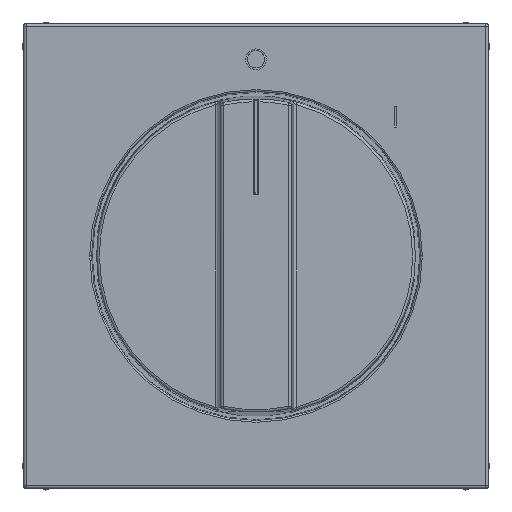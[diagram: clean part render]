
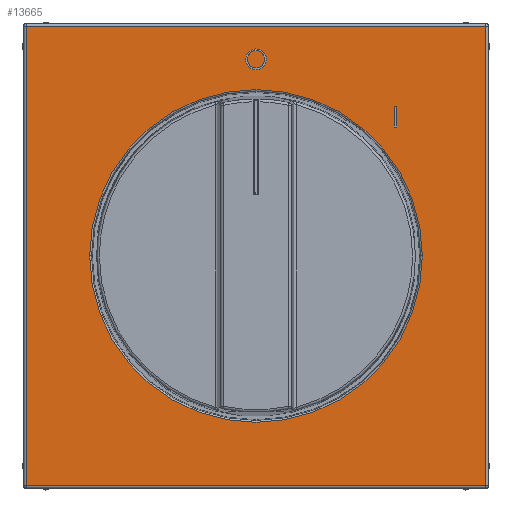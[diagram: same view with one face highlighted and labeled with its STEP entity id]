
A CAD part, top view. The second image highlights one B-rep face of the part: STEP entity #13665.
In plain terms, the highlighted face is planar.
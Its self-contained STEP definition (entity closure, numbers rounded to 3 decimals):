
#471=DIRECTION('',(1.,0.,0.));
#472=VECTOR('',#471,54.881);
#473=CARTESIAN_POINT('',(-27.44,10.,27.44));
#474=LINE('4665',#473,#472);
#479=DIRECTION('',(0.,0.,1.));
#480=VECTOR('',#479,54.881);
#481=CARTESIAN_POINT('',(-27.44,10.,-27.44));
#482=LINE('4669',#481,#480);
#486=DIRECTION('',(-1.,0.,0.));
#487=VECTOR('',#486,54.881);
#488=CARTESIAN_POINT('',(27.44,10.,-27.44));
#489=LINE('4675',#488,#487);
#493=DIRECTION('',(0.,0.,-1.));
#494=VECTOR('',#493,54.881);
#495=CARTESIAN_POINT('',(27.44,10.,27.44));
#496=LINE('4680',#495,#494);
#500=CARTESIAN_POINT('',(0.,10.,0.));
#501=DIRECTION('',(0.,-1.,0.));
#502=DIRECTION('',(1.,0.,0.));
#503=AXIS2_PLACEMENT_3D('',#500,#501,#502);
#508=CARTESIAN_POINT('',(0.,10.,0.));
#509=DIRECTION('',(0.,-1.,0.));
#510=DIRECTION('',(-1.,0.,0.));
#511=AXIS2_PLACEMENT_3D('',#508,#509,#510);
#12032=CARTESIAN_POINT('',(-27.44,10.,27.44));
#12033=CARTESIAN_POINT('',(27.44,10.,27.44));
#12034=VERTEX_POINT('',#12032);
#12035=VERTEX_POINT('',#12033);
#12042=CARTESIAN_POINT('',(-27.44,10.,-27.44));
#12043=VERTEX_POINT('',#12042);
#12054=CARTESIAN_POINT('',(27.44,10.,-27.44));
#12055=VERTEX_POINT('',#12054);
#12272=CARTESIAN_POINT('',(19.869,10.,0.));
#12273=CARTESIAN_POINT('',(-19.869,10.,0.));
#12274=VERTEX_POINT('',#12272);
#12275=VERTEX_POINT('',#12273);
#13644=CARTESIAN_POINT('',(0.,10.,0.));
#13645=DIRECTION('',(0.,1.,0.));
#13646=DIRECTION('',(0.,0.,-1.));
#13647=AXIS2_PLACEMENT_3D('',#13644,#13645,#13646);
#13648=PLANE('1910',#13647);
#13650=ORIENTED_EDGE('4665',*,*,#13649,.F.);
#13652=ORIENTED_EDGE('4669',*,*,#13651,.F.);
#13654=ORIENTED_EDGE('4675',*,*,#13653,.F.);
#13656=ORIENTED_EDGE('4680',*,*,#13655,.F.);
#13657=EDGE_LOOP('1910',(#13650,#13652,#13654,#13656));
#13658=FACE_OUTER_BOUND('1910',#13657,.F.);
#13660=ORIENTED_EDGE('7300',*,*,#13659,.F.);
#13662=ORIENTED_EDGE('7302',*,*,#13661,.F.);
#13663=EDGE_LOOP('1910',(#13660,#13662));
#13664=FACE_BOUND('1910',#13663,.F.);
#504=CIRCLE('7300',#503,19.869);
#512=CIRCLE('7302',#511,19.869);
#13649=EDGE_CURVE('4665',#12034,#12035,#474,.T.);
#13651=EDGE_CURVE('4669',#12043,#12034,#482,.T.);
#13653=EDGE_CURVE('4675',#12055,#12043,#489,.T.);
#13655=EDGE_CURVE('4680',#12035,#12055,#496,.T.);
#13659=EDGE_CURVE('7300',#12274,#12275,#504,.T.);
#13661=EDGE_CURVE('7302',#12275,#12274,#512,.T.);
#13665=ADVANCED_FACE('1910',(#13658,#13664),#13648,.T.);
